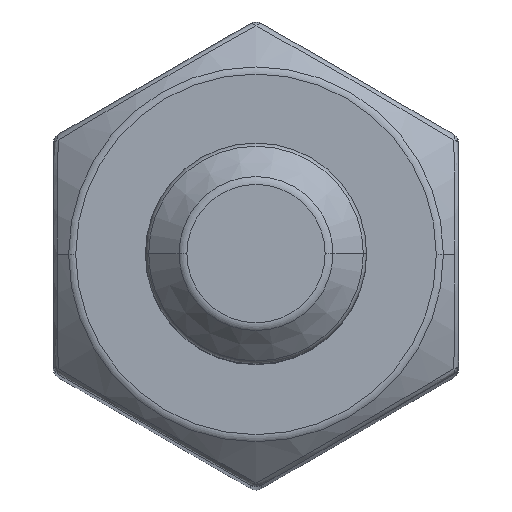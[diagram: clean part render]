
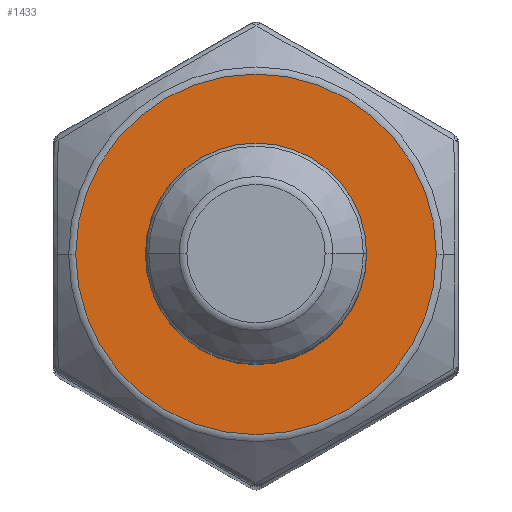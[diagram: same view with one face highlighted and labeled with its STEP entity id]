
A CAD part, top view. The second image highlights one B-rep face of the part: STEP entity #1433.
In plain terms, the highlighted planar face has unit normal (0, 0, 1).
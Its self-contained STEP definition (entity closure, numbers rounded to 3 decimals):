
#256 = AXIS2_PLACEMENT_3D ( 'NONE', #4655, #3487, #4993 ) ;
#284 = EDGE_CURVE ( 'NONE', #630, #4241, #623, .T. ) ;
#363 = EDGE_CURVE ( 'NONE', #1958, #1295, #2798, .T. ) ;
#523 = CIRCLE ( 'NONE', #2639, 1.38 ) ;
#622 = EDGE_CURVE ( 'NONE', #4241, #630, #3642, .T. ) ;
#623 = CIRCLE ( 'NONE', #2988, 2.445 ) ;
#630 = VERTEX_POINT ( 'NONE', #5128 ) ;
#631 = CARTESIAN_POINT ( 'NONE',  ( -1.38, 0., 26. ) ) ;
#644 = DIRECTION ( 'NONE',  ( 1., 0., 0. ) ) ;
#667 = CARTESIAN_POINT ( 'NONE',  ( 0., 0., 26. ) ) ;
#1047 = CARTESIAN_POINT ( 'NONE',  ( 0., 0., 26. ) ) ;
#1295 = VERTEX_POINT ( 'NONE', #631 ) ;
#1433 = ADVANCED_FACE ( 'NONE', ( #3036, #3065 ), #3408, .T. ) ;
#1958 = VERTEX_POINT ( 'NONE', #3681 ) ;
#2122 = AXIS2_PLACEMENT_3D ( 'NONE', #1047, #3966, #4281 ) ;
#2268 = EDGE_CURVE ( 'NONE', #1295, #1958, #523, .T. ) ;
#2270 = ORIENTED_EDGE ( 'NONE', *, *, #284, .T. ) ;
#2289 = AXIS2_PLACEMENT_3D ( 'NONE', #667, #3522, #2724 ) ;
#2639 = AXIS2_PLACEMENT_3D ( 'NONE', #3078, #2679, #644 ) ;
#2679 = DIRECTION ( 'NONE',  ( 0., 0., -1. ) ) ;
#2724 = DIRECTION ( 'NONE',  ( 1., 0., 0. ) ) ;
#2798 = CIRCLE ( 'NONE', #2289, 1.38 ) ;
#2988 = AXIS2_PLACEMENT_3D ( 'NONE', #4581, #4974, #4131 ) ;
#3036 = FACE_OUTER_BOUND ( 'NONE', #3048, .T. ) ;
#3048 = EDGE_LOOP ( 'NONE', ( #2270, #5130 ) ) ;
#3065 = FACE_BOUND ( 'NONE', #4615, .T. ) ;
#3078 = CARTESIAN_POINT ( 'NONE',  ( 0., 0., 26. ) ) ;
#3408 = PLANE ( 'NONE',  #256 ) ;
#3487 = DIRECTION ( 'NONE',  ( 0., 0., 1. ) ) ;
#3522 = DIRECTION ( 'NONE',  ( 0., 0., -1. ) ) ;
#3642 = CIRCLE ( 'NONE', #2122, 2.445 ) ;
#3681 = CARTESIAN_POINT ( 'NONE',  ( 1.38, 0., 26. ) ) ;
#3717 = CARTESIAN_POINT ( 'NONE',  ( -2.445, 0., 26. ) ) ;
#3966 = DIRECTION ( 'NONE',  ( 0., 0., 1. ) ) ;
#4131 = DIRECTION ( 'NONE',  ( 1., 0., 0. ) ) ;
#4241 = VERTEX_POINT ( 'NONE', #3717 ) ;
#4281 = DIRECTION ( 'NONE',  ( 1., 0., 0. ) ) ;
#4579 = ORIENTED_EDGE ( 'NONE', *, *, #363, .T. ) ;
#4581 = CARTESIAN_POINT ( 'NONE',  ( 0., 0., 26. ) ) ;
#4615 = EDGE_LOOP ( 'NONE', ( #4756, #4579 ) ) ;
#4655 = CARTESIAN_POINT ( 'NONE',  ( 0., 0., 26. ) ) ;
#4756 = ORIENTED_EDGE ( 'NONE', *, *, #2268, .T. ) ;
#4974 = DIRECTION ( 'NONE',  ( 0., 0., 1. ) ) ;
#4993 = DIRECTION ( 'NONE',  ( 1., 0., 0. ) ) ;
#5128 = CARTESIAN_POINT ( 'NONE',  ( 2.445, 0., 26. ) ) ;
#5130 = ORIENTED_EDGE ( 'NONE', *, *, #622, .T. ) ;
